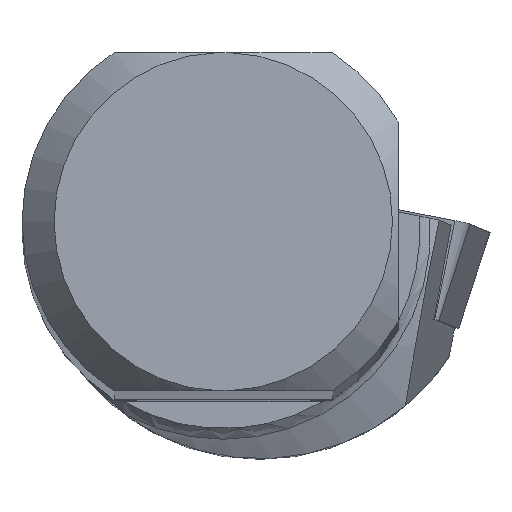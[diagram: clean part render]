
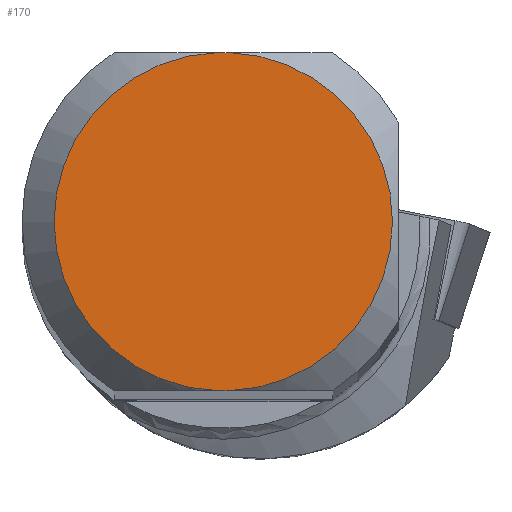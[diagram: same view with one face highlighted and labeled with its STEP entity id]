
A CAD part, top view. The second image highlights one B-rep face of the part: STEP entity #170.
In plain terms, the highlighted planar face has unit normal (0, 0, 1).
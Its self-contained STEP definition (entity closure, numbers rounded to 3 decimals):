
#124=PLANE('',#971);
#170=ADVANCED_FACE('',(#224),#124,.T.);
#224=FACE_OUTER_BOUND('',#271,.T.);
#271=EDGE_LOOP('',(#535,#536,#537,#538));
#303=CIRCLE('',#968,4.003);
#304=CIRCLE('',#970,4.003);
#535=ORIENTED_EDGE('',*,*,#751,.F.);
#536=ORIENTED_EDGE('',*,*,#746,.T.);
#537=ORIENTED_EDGE('',*,*,#750,.F.);
#538=ORIENTED_EDGE('',*,*,#732,.T.);
#618=VERTEX_POINT('',#1490);
#619=VERTEX_POINT('',#1492);
#628=VERTEX_POINT('',#1529);
#629=VERTEX_POINT('',#1531);
#732=EDGE_CURVE('',#619,#618,#812,.T.);
#746=EDGE_CURVE('',#629,#628,#819,.T.);
#750=EDGE_CURVE('',#619,#628,#303,.T.);
#751=EDGE_CURVE('',#629,#618,#304,.T.);
#812=LINE('',#1491,#880);
#819=LINE('',#1530,#887);
#880=VECTOR('',#1170,1.);
#887=VECTOR('',#1193,1.);
#968=AXIS2_PLACEMENT_3D('',#1540,#1202,#1203);
#970=AXIS2_PLACEMENT_3D('',#1542,#1206,#1207);
#971=AXIS2_PLACEMENT_3D('',#1543,#1208,#1209);
#1170=DIRECTION('',(-1.,0.,0.));
#1193=DIRECTION('',(1.,0.,0.));
#1202=DIRECTION('',(0.,0.,-1.));
#1203=DIRECTION('',(0.,-1.,0.));
#1206=DIRECTION('',(0.,0.,-1.));
#1207=DIRECTION('',(0.,-1.,0.));
#1208=DIRECTION('',(0.,0.,1.));
#1209=DIRECTION('',(0.,-1.,0.));
#1490=CARTESIAN_POINT('',(-0.141,4.,116.372));
#1491=CARTESIAN_POINT('',(4.003,4.,116.372));
#1492=CARTESIAN_POINT('',(0.141,4.,116.372));
#1529=CARTESIAN_POINT('',(0.141,-4.,116.372));
#1530=CARTESIAN_POINT('',(4.003,-4.,116.372));
#1531=CARTESIAN_POINT('',(-0.141,-4.,116.372));
#1540=CARTESIAN_POINT('',(0.,0.,116.372));
#1542=CARTESIAN_POINT('',(0.,0.,116.372));
#1543=CARTESIAN_POINT('',(4.003,0.,116.372));
